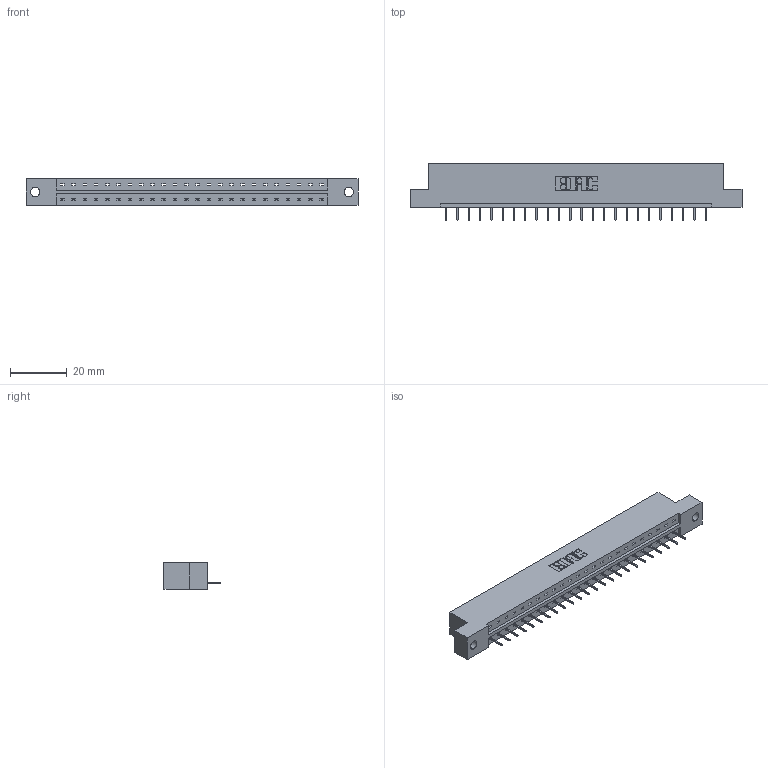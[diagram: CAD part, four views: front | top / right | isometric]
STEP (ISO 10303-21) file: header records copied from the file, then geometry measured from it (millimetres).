
FILE_DESCRIPTION (( 'STEP AP203' ), '1' );
FILE_NAME ('333-024-524-102.STEP', '2018-08-02T04:32:56', ( '' ), ( '' ), 'SwSTEP 2.0', 'SolidWorks 2016', '' );
FILE_SCHEMA (( 'CONFIG_CONTROL_DESIGN' ));
Length unit declared in the file: inch
Products named in the file (3): 333 Part_Flush - .128 Dia; 345-292-001_345-293-124; 333-024-524-102
Assembly tree (25 placements, depth 2):
  333-024-524-102
    333 Part_Flush - .128 Dia
    345-292-001_345-293-124  x24
Bounding box: 116.64 x 19.69 x 9.4 mm (x, y, z)
Volume: 11450.7 mm3; surface area: 11673.5 mm2
Topology: 25 solids, 25 shells, 1602 faces, 4631 edges, 2990 vertices
Faces by surface type: plane 1222, cylinder 380
Entity records: 17077 total; most frequent: CARTESIAN_POINT 2954, ORIENTED_EDGE 2914, DIRECTION 2529, EDGE_CURVE 1457, LINE 1333, VECTOR 1333, VERTEX_POINT 966, AXIS2_PLACEMENT_3D 598
